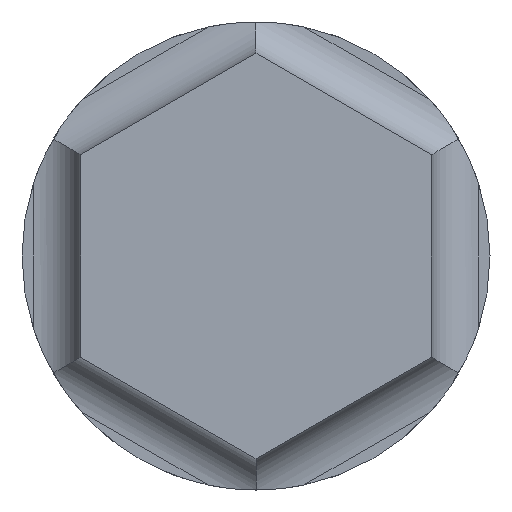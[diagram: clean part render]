
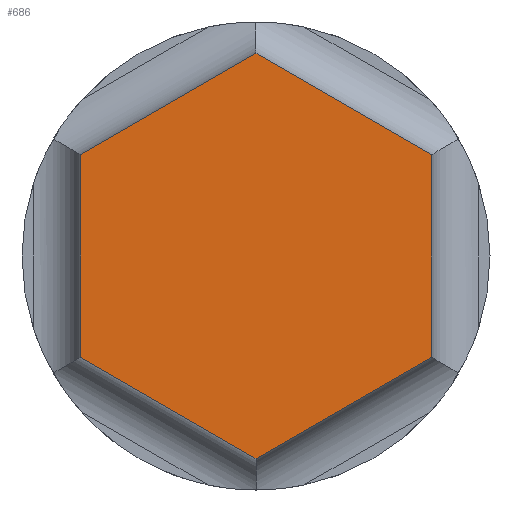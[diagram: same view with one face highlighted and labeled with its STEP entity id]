
A CAD part, left-side view. The second image highlights one B-rep face of the part: STEP entity #686.
In plain terms, the highlighted planar face has unit normal (-1, 0, 0).
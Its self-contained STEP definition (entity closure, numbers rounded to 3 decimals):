
#31=PLANE('',#761);
#77=FACE_OUTER_BOUND('',#117,.T.);
#117=EDGE_LOOP('',(#617,#618,#619,#620,#621,#622));
#200=LINE('',#1820,#245);
#203=LINE('',#1825,#248);
#205=LINE('',#1829,#250);
#213=LINE('',#3408,#258);
#215=LINE('',#3411,#260);
#216=LINE('',#3413,#261);
#245=VECTOR('',#849,1.);
#248=VECTOR('',#854,1.);
#250=VECTOR('',#858,1.);
#258=VECTOR('',#906,1.);
#260=VECTOR('',#910,1.);
#261=VECTOR('',#913,1.);
#314=VERTEX_POINT('',#1817);
#315=VERTEX_POINT('',#1819);
#316=VERTEX_POINT('',#1823);
#317=VERTEX_POINT('',#1827);
#324=VERTEX_POINT('',#3405);
#325=VERTEX_POINT('',#3407);
#398=EDGE_CURVE('',#314,#315,#200,.T.);
#401=EDGE_CURVE('',#316,#314,#203,.T.);
#403=EDGE_CURVE('',#317,#316,#205,.T.);
#423=EDGE_CURVE('',#324,#325,#213,.T.);
#425=EDGE_CURVE('',#315,#324,#215,.T.);
#426=EDGE_CURVE('',#325,#317,#216,.T.);
#617=ORIENTED_EDGE('',*,*,#398,.F.);
#618=ORIENTED_EDGE('',*,*,#401,.F.);
#619=ORIENTED_EDGE('',*,*,#403,.F.);
#620=ORIENTED_EDGE('',*,*,#426,.F.);
#621=ORIENTED_EDGE('',*,*,#423,.F.);
#622=ORIENTED_EDGE('',*,*,#425,.F.);
#686=ADVANCED_FACE('',(#77),#31,.T.);
#761=AXIS2_PLACEMENT_3D('',#3414,#914,#915);
#849=DIRECTION('',(0.,-0.866,-0.5));
#854=DIRECTION('',(0.,-0.866,0.5));
#858=DIRECTION('',(0.,0.,1.));
#906=DIRECTION('',(0.,0.866,-0.5));
#910=DIRECTION('',(0.,0.,-1.));
#913=DIRECTION('',(0.,0.866,0.5));
#914=DIRECTION('center_axis',(-1.,0.,0.));
#915=DIRECTION('ref_axis',(0.,-0.5,0.866));
#1817=CARTESIAN_POINT('',(-10.,0.,8.66));
#1819=CARTESIAN_POINT('',(-10.,-7.5,4.33));
#1820=CARTESIAN_POINT('',(-10.,-7.5,4.33));
#1823=CARTESIAN_POINT('',(-10.,7.5,4.33));
#1825=CARTESIAN_POINT('',(-10.,0.,8.66));
#1827=CARTESIAN_POINT('',(-10.,7.5,-4.33));
#1829=CARTESIAN_POINT('',(-10.,7.5,4.33));
#3405=CARTESIAN_POINT('',(-10.,-7.5,-4.33));
#3407=CARTESIAN_POINT('',(-10.,0.,-8.66));
#3408=CARTESIAN_POINT('',(-10.,0.,-8.66));
#3411=CARTESIAN_POINT('',(-10.,-7.5,-4.33));
#3413=CARTESIAN_POINT('',(-10.,7.5,-4.33));
#3414=CARTESIAN_POINT('Origin',(-10.,0.,0.));
